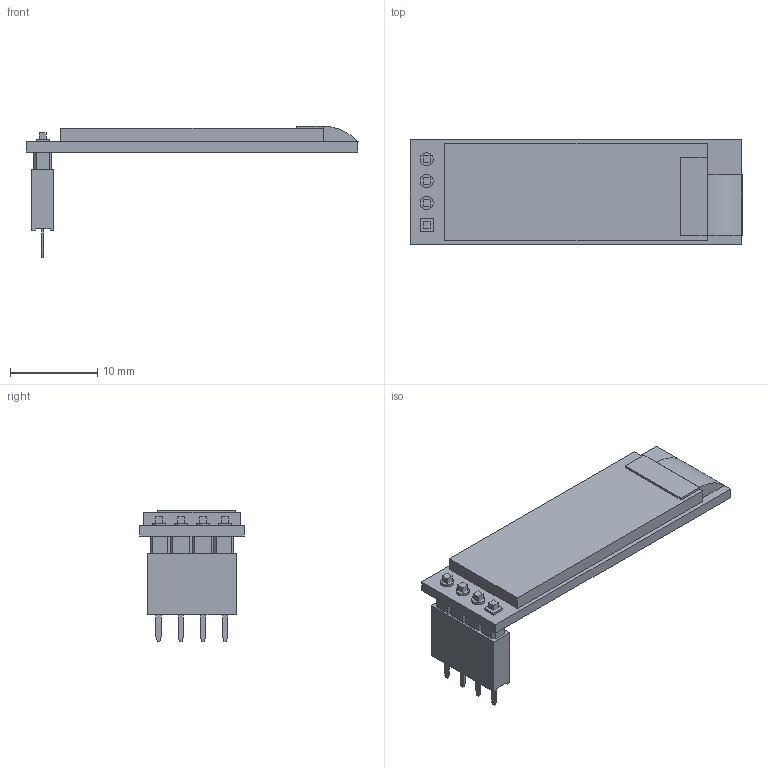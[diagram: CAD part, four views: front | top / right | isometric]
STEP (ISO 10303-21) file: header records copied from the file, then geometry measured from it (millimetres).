
FILE_DESCRIPTION(/* description */ (''),/* implementation_level */ '2;1');
FILE_NAME(/* name */ 'OLED.stp',/* time_stamp */ '2022-11-08T20:24:45+01:00',/* author */ (''),/* organization */ (''),/* preprocessor_version */ 'ST-DEVELOPER v15.2',/* originating_system */ 'Autodesk Translator Framework v2.0.0.5431',/* authorisation */ '');
FILE_SCHEMA (('AUTOMOTIVE_DESIGN { 1 0 10303 214 3 1 1 }'));
Length unit declared in the file: centimetre
Products named in the file (1): OLED
Bounding box: 38 x 12 x 15.05 mm (x, y, z)
Volume: 1294.1 mm3; surface area: 2393.9 mm2
Topology: 14 solids, 14 shells, 224 faces, 536 edges, 352 vertices
Faces by surface type: plane 220, cylinder 4
Full cylindrical faces by diameter (mm): 1.5 x3
Entity records: 6351 total; most frequent: CARTESIAN_POINT 1110, ORIENTED_EDGE 1066, DIRECTION 991, EDGE_CURVE 533, LINE 525, VECTOR 525, VERTEX_POINT 352, EDGE_LOOP 239
